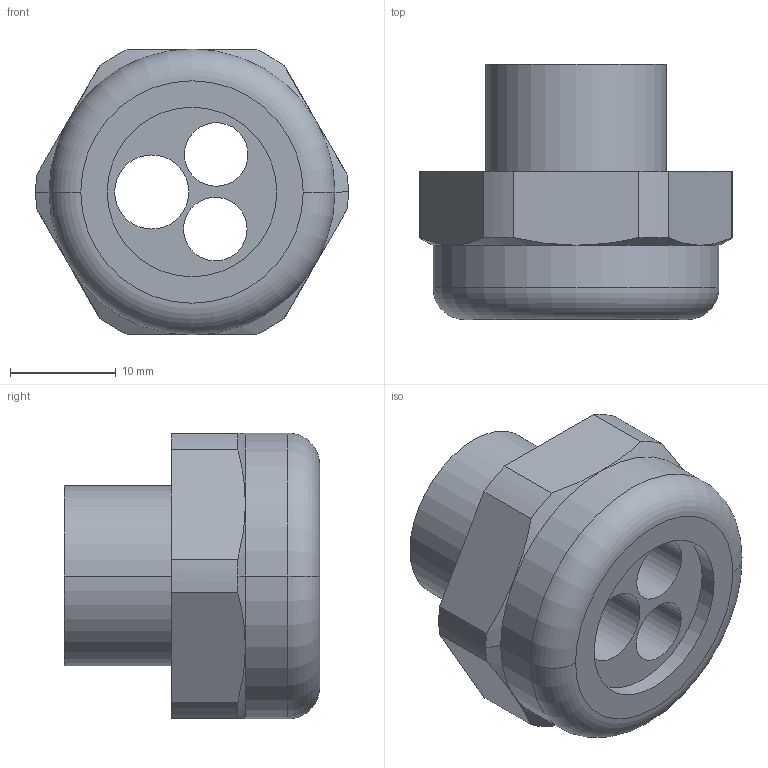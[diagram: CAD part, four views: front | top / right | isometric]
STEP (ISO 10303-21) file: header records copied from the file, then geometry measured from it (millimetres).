
FILE_DESCRIPTION(('Creo Elements/Direct Modeling STEP Export'),'2;1');
FILE_NAME('model.stp','2020-11-02T 6:43:55',(''),(''),'Creo Elements/Direct Modeling STEP processor for AP214 (Solid Model)','Creo Elements/Direct Modeling 20.1A 29-Sep-2018 (C) Parametric Technology GmbH','');
FILE_SCHEMA(('AUTOMOTIVE_DESIGN { 1 0 10303 214 1 1 1 1 }'));
Length unit declared in the file: millimetre
Products named in the file (2): VC-K-KV-PG16_2X6-1X7
Assembly tree (1 placements, depth 2):
  VC-K-KV-PG16_2X6-1X7
    VC-K-KV-PG16_2X6-1X7
Bounding box: 29.5 x 24.1 x 27 mm (x, y, z)
Volume: 6741.4 mm3; surface area: 5608.5 mm2
Topology: 1 solids, 1 shells, 44 faces, 108 edges, 70 vertices
Faces by surface type: cylinder 22, plane 12, cone 8, torus 2
Entity records: 1910 total; most frequent: CARTESIAN_POINT 569, ORIENTED_EDGE 216, DIRECTION 170, EDGE_CURVE 108, VERTEX_POINT 70, AXIS2_PLACEMENT_3D 67, EDGE_LOOP 54, COLOUR_RGB 45
